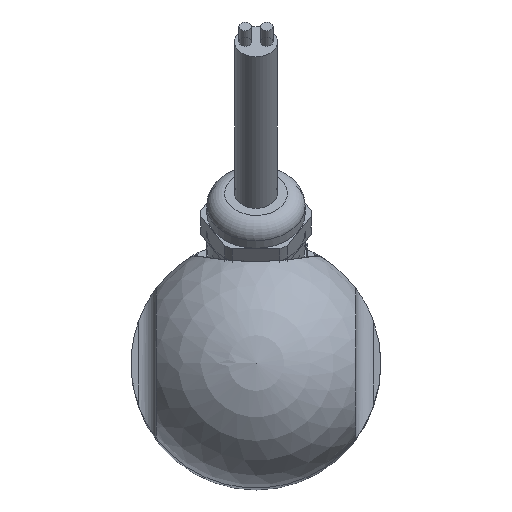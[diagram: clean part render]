
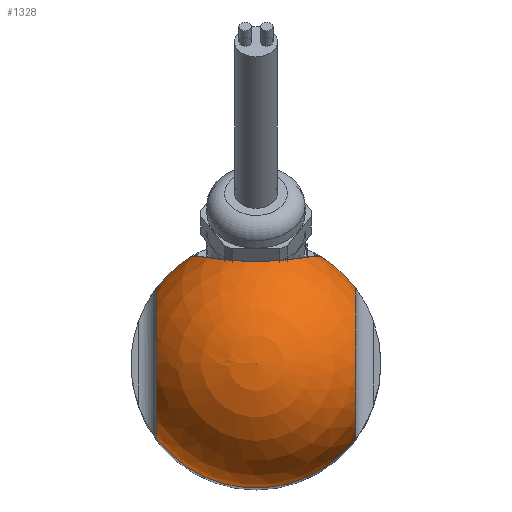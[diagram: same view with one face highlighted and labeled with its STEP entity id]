
A CAD part, top view. The second image highlights one B-rep face of the part: STEP entity #1328.
In plain terms, the highlighted spherical face has radius 17.5 mm.
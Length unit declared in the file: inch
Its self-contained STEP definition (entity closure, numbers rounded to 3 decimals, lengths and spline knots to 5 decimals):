
#34=SPHERICAL_SURFACE('',#1480,0.68898);
#45=B_SPLINE_CURVE_WITH_KNOTS('',3,(#2218,#2219,#2220,#2221,#2222,#2223,
#2224,#2225,#2226,#2227,#2228,#2229,#2230,#2231,#2232,#2233,#2234,#2235,
#2236,#2237,#2238,#2239,#2240,#2241,#2242,#2243,#2244,#2245,#2246,#2247,
#2248,#2249,#2250,#2251,#2252,#2253),.UNSPECIFIED.,.F.,.F.,(4,2,2,2,2,2,
2,2,2,2,2,2,2,2,2,2,2,4),(0.00014,0.36479,0.47492,
0.61386,0.78519,0.96262,1.09262,
1.16556,1.42562,1.50935,1.65668,1.80524,
1.98775,2.10902,2.33744,2.48567,2.72769,
3.00361),.UNSPECIFIED.);
#277=FACE_OUTER_BOUND('',#354,.T.);
#354=EDGE_LOOP('',(#937,#938,#939,#940,#941,#942,#943,#944,#945));
#441=CIRCLE('',#1466,0.68898);
#442=CIRCLE('',#1470,0.68898);
#444=CIRCLE('',#1472,0.68898);
#446=CIRCLE('',#1477,0.41339);
#449=CIRCLE('',#1481,0.41339);
#450=CIRCLE('',#1482,0.68898);
#451=CIRCLE('',#1483,0.41339);
#543=VERTEX_POINT('',#2121);
#544=VERTEX_POINT('',#2123);
#549=VERTEX_POINT('',#2140);
#550=VERTEX_POINT('',#2149);
#555=VERTEX_POINT('',#2185);
#556=VERTEX_POINT('',#2187);
#561=VERTEX_POINT('',#2254);
#562=VERTEX_POINT('',#2256);
#690=EDGE_CURVE('',#544,#543,#441,.T.);
#696=EDGE_CURVE('',#550,#549,#442,.T.);
#702=EDGE_CURVE('',#555,#556,#444,.T.);
#708=EDGE_CURVE('',#555,#550,#446,.T.);
#711=EDGE_CURVE('',#549,#544,#45,.T.);
#712=EDGE_CURVE('',#543,#561,#449,.T.);
#713=EDGE_CURVE('',#561,#562,#450,.T.);
#714=EDGE_CURVE('',#561,#556,#451,.T.);
#937=ORIENTED_EDGE('',*,*,#711,.T.);
#938=ORIENTED_EDGE('',*,*,#690,.T.);
#939=ORIENTED_EDGE('',*,*,#712,.T.);
#940=ORIENTED_EDGE('',*,*,#713,.T.);
#941=ORIENTED_EDGE('',*,*,#713,.F.);
#942=ORIENTED_EDGE('',*,*,#714,.T.);
#943=ORIENTED_EDGE('',*,*,#702,.F.);
#944=ORIENTED_EDGE('',*,*,#708,.T.);
#945=ORIENTED_EDGE('',*,*,#696,.T.);
#1328=ADVANCED_FACE('',(#277),#34,.T.);
#1466=AXIS2_PLACEMENT_3D('',#2124,#1672,#1673);
#1470=AXIS2_PLACEMENT_3D('',#2150,#1680,#1681);
#1472=AXIS2_PLACEMENT_3D('',#2188,#1686,#1687);
#1477=AXIS2_PLACEMENT_3D('',#2212,#1699,#1700);
#1480=AXIS2_PLACEMENT_3D('',#2217,#1705,#1706);
#1481=AXIS2_PLACEMENT_3D('',#2255,#1707,#1708);
#1482=AXIS2_PLACEMENT_3D('',#2257,#1709,#1710);
#1483=AXIS2_PLACEMENT_3D('',#2258,#1711,#1712);
#1672=DIRECTION('center_axis',(0.,0.,1.));
#1673=DIRECTION('ref_axis',(-0.516,0.857,0.));
#1680=DIRECTION('center_axis',(0.,0.,1.));
#1681=DIRECTION('ref_axis',(0.8,0.6,0.));
#1686=DIRECTION('center_axis',(0.,0.,-1.));
#1687=DIRECTION('ref_axis',(0.8,-0.6,0.));
#1699=DIRECTION('center_axis',(-1.,0.,0.));
#1700=DIRECTION('ref_axis',(0.,0.,1.));
#1705=DIRECTION('center_axis',(0.,0.,-1.));
#1706=DIRECTION('ref_axis',(1.,0.,0.));
#1707=DIRECTION('center_axis',(1.,0.,0.));
#1708=DIRECTION('ref_axis',(0.,0.,1.));
#1709=DIRECTION('center_axis',(0.,1.,0.));
#1710=DIRECTION('ref_axis',(-1.,0.,0.));
#1711=DIRECTION('center_axis',(1.,0.,0.));
#1712=DIRECTION('ref_axis',(0.,0.,1.));
#2121=CARTESIAN_POINT('',(-0.55118,0.41339,5.96457));
#2123=CARTESIAN_POINT('',(-0.35555,0.59013,5.96457));
#2124=CARTESIAN_POINT('Origin',(0.,0.,5.96457));
#2140=CARTESIAN_POINT('',(0.35555,0.59013,5.96457));
#2149=CARTESIAN_POINT('',(0.55118,0.41339,5.96457));
#2150=CARTESIAN_POINT('Origin',(0.,0.,5.96457));
#2185=CARTESIAN_POINT('',(0.55118,-0.41339,5.96457));
#2187=CARTESIAN_POINT('',(-0.55118,-0.41339,5.96457));
#2188=CARTESIAN_POINT('Origin',(0.,0.,5.96457));
#2212=CARTESIAN_POINT('Origin',(0.55118,0.,5.96457));
#2217=CARTESIAN_POINT('Origin',(0.,0.,5.96457));
#2218=CARTESIAN_POINT('Ctrl Pts',(0.35562,0.59011,5.96458));
#2219=CARTESIAN_POINT('Ctrl Pts',(0.35053,0.59317,6.01206));
#2220=CARTESIAN_POINT('Ctrl Pts',(0.34049,0.59335,6.0592));
#2221=CARTESIAN_POINT('Ctrl Pts',(0.31978,0.59095,6.1176));
#2222=CARTESIAN_POINT('Ctrl Pts',(0.31443,0.59021,6.13096));
#2223=CARTESIAN_POINT('Ctrl Pts',(0.30101,0.58823,6.16051));
#2224=CARTESIAN_POINT('Ctrl Pts',(0.29267,0.58693,6.1764));
#2225=CARTESIAN_POINT('Ctrl Pts',(0.27179,0.58371,6.21074));
#2226=CARTESIAN_POINT('Ctrl Pts',(0.25877,0.5817,6.22885));
#2227=CARTESIAN_POINT('Ctrl Pts',(0.2292,0.57751,6.26318));
#2228=CARTESIAN_POINT('Ctrl Pts',(0.21257,0.57531,6.27929));
#2229=CARTESIAN_POINT('Ctrl Pts',(0.18131,0.5717,6.30407));
#2230=CARTESIAN_POINT('Ctrl Pts',(0.16737,0.57025,6.31354));
#2231=CARTESIAN_POINT('Ctrl Pts',(0.14451,0.56818,6.3266));
#2232=CARTESIAN_POINT('Ctrl Pts',(0.1361,0.56748,6.33093));
#2233=CARTESIAN_POINT('Ctrl Pts',(0.09681,0.56453,
6.34897));
#2234=CARTESIAN_POINT('Ctrl Pts',(0.06407,0.56292,6.35809));
#2235=CARTESIAN_POINT('Ctrl Pts',(0.01948,0.56212,
6.36262));
#2236=CARTESIAN_POINT('Ctrl Pts',(0.00857,0.56203,
6.36313));
#2237=CARTESIAN_POINT('Ctrl Pts',(-0.02156,0.56208,
6.36289));
#2238=CARTESIAN_POINT('Ctrl Pts',(-0.04068,0.56243,
6.3609));
#2239=CARTESIAN_POINT('Ctrl Pts',(-0.07848,0.56375,
6.35327));
#2240=CARTESIAN_POINT('Ctrl Pts',(-0.09701,0.56473,
6.34763));
#2241=CARTESIAN_POINT('Ctrl Pts',(-0.13684,0.56742,
6.33139));
#2242=CARTESIAN_POINT('Ctrl Pts',(-0.15764,0.56926,
6.32003));
#2243=CARTESIAN_POINT('Ctrl Pts',(-0.19009,0.57267,
6.29751));
#2244=CARTESIAN_POINT('Ctrl Pts',(-0.20237,0.57412,
6.28764));
#2245=CARTESIAN_POINT('Ctrl Pts',(-0.23579,0.57834,
6.25696));
#2246=CARTESIAN_POINT('Ctrl Pts',(-0.25502,0.58116,6.23439));
#2247=CARTESIAN_POINT('Ctrl Pts',(-0.28265,0.58537,6.19373));
#2248=CARTESIAN_POINT('Ctrl Pts',(-0.29242,0.5869,
6.17695));
#2249=CARTESIAN_POINT('Ctrl Pts',(-0.31522,0.59037,
6.13129));
#2250=CARTESIAN_POINT('Ctrl Pts',(-0.32646,0.59194,6.10141));
#2251=CARTESIAN_POINT('Ctrl Pts',(-0.34507,0.59312,6.03621));
#2252=CARTESIAN_POINT('Ctrl Pts',(-0.35176,0.59243,
6.00049));
#2253=CARTESIAN_POINT('Ctrl Pts',(-0.35561,0.59011,5.96458));
#2254=CARTESIAN_POINT('',(-0.55118,0.,6.37795));
#2255=CARTESIAN_POINT('Origin',(-0.55118,0.,5.96457));
#2256=CARTESIAN_POINT('',(0.,0.,6.65354));
#2257=CARTESIAN_POINT('Origin',(0.,0.,5.96457));
#2258=CARTESIAN_POINT('Origin',(-0.55118,0.,5.96457));
